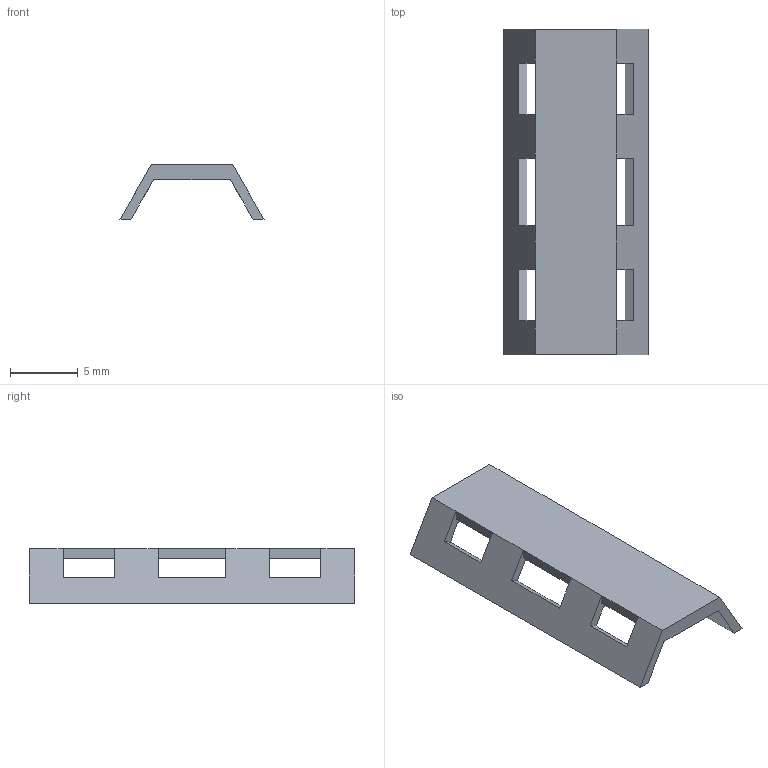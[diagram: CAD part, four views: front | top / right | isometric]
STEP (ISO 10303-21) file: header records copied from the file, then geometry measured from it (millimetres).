
FILE_DESCRIPTION(('SolidDesigner STEP Export'),'2;1');
FILE_NAME('0820426_UC_WMTBA_24x5-select.stp','2016-02-04T12:53:35',(''),(''),'Creo Elements/Direct Modeling STEP processor for AP214 (Solid Model)','Creo Elements/Direct Modeling 18.1 06-May-2012 (C) Parametric Technology GmbH','');
FILE_SCHEMA(('AUTOMOTIVE_DESIGN { 1 0 10303 214 1 1 1 1 }'));
Length unit declared in the file: millimetre
Products named in the file (2): 0820426_UC_WMTBA_24x5-select
Assembly tree (1 placements, depth 2):
  0820426_UC_WMTBA_24x5-select
    0820426_UC_WMTBA_24x5-select
Bounding box: 10.62 x 24 x 4 mm (x, y, z)
Volume: 224.4 mm3; surface area: 693.4 mm2
Topology: 1 solids, 1 shells, 34 faces, 120 edges, 76 vertices
Faces by surface type: plane 34
Entity records: 1531 total; most frequent: ORIENTED_EDGE 240, CARTESIAN_POINT 218, DIRECTION 176, EDGE_CURVE 120, VECTOR 108, LINE 108, VERTEX_POINT 76, COLOUR_RGB 35
